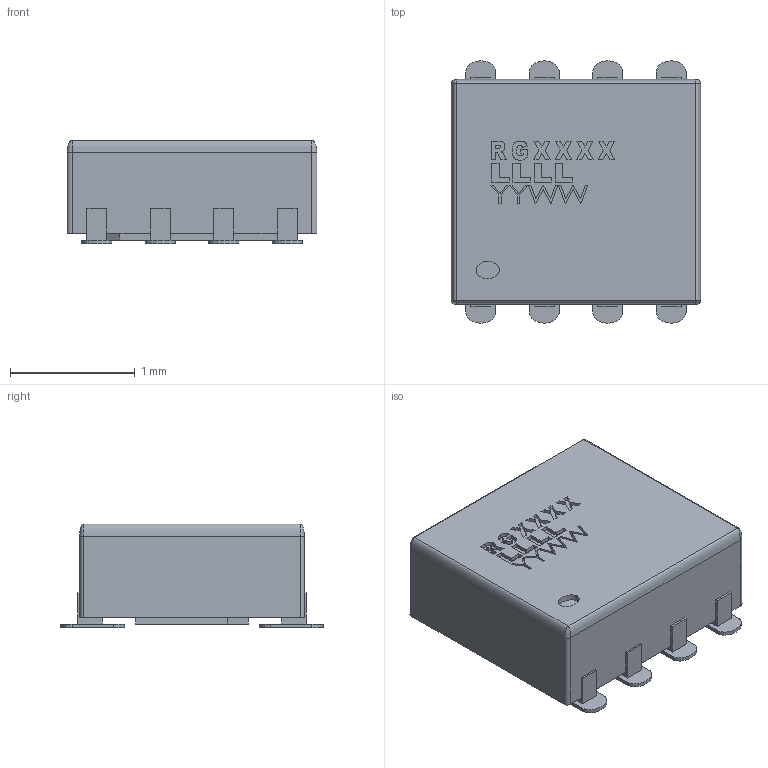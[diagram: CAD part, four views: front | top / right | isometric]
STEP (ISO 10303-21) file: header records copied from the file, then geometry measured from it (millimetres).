
FILE_DESCRIPTION(('FreeCAD Model'),'2;1');
FILE_NAME('Open CASCADE Shape Model','2023-06-07T17:19:48',(''),(''), 'Open CASCADE STEP processor 7.6','FreeCAD','Unknown');
FILE_SCHEMA(('AUTOMOTIVE_DESIGN { 1 0 10303 214 1 1 1 1 }'));
Length unit declared in the file: millimetre
Products named in the file (1): User Library-TDFN-009
Bounding box: 2 x 2.1 x 0.83 mm (x, y, z)
Volume: 2.8 mm3; surface area: 15.3 mm2
Topology: 1 solids, 1 shells, 282 faces, 757 edges, 498 vertices
Faces by surface type: bspline 282
Entity records: 9317 total; most frequent: CARTESIAN_POINT 4245, ORIENTED_EDGE 1506, EDGE_CURVE 753, B_SPLINE_CURVE_WITH_KNOTS 701, VERTEX_POINT 498, FACE_BOUND 307, EDGE_LOOP 307, ADVANCED_FACE 282
